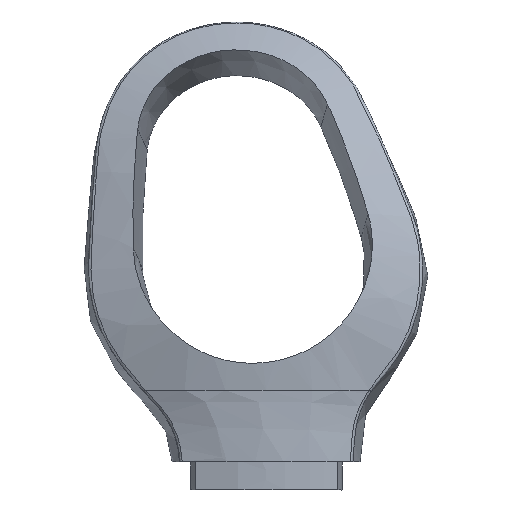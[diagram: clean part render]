
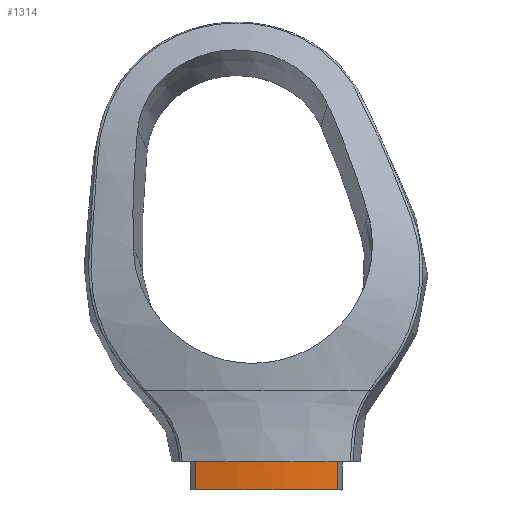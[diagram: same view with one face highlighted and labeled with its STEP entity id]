
A CAD part, left-side view. The second image highlights one B-rep face of the part: STEP entity #1314.
In plain terms, the highlighted free-form (B-spline) face has degree [3, 3] with [10, 4] control points.
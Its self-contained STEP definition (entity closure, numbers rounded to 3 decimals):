
#168=FACE_OUTER_BOUND('',#241,.T.);
#241=EDGE_LOOP('',(#1190,#1191,#1192,#1193));
#263=LINE('',#1670,#324);
#283=LINE('',#1908,#344);
#324=VECTOR('',#1410,10.);
#344=VECTOR('',#1462,10.);
#382=B_SPLINE_CURVE_WITH_KNOTS('',3,(#1673,#1674,#1675,#1676,#1677,#1678,
#1679,#1680,#1681,#1682),.UNSPECIFIED.,.F.,.F.,(4,3,3,4),(0.153,
1.949,3.77,3.776),.UNSPECIFIED.);
#471=B_SPLINE_CURVE_WITH_KNOTS('',3,(#13947,#13948,#13949,#13950,#13951,
#13952,#13953,#13954,#13955,#13956),.UNSPECIFIED.,.F.,.F.,(4,3,3,4),(0.153,
1.949,3.77,3.776),.UNSPECIFIED.);
#472=VERTEX_POINT('',#1637);
#479=VERTEX_POINT('',#1659);
#480=VERTEX_POINT('',#1672);
#508=VERTEX_POINT('',#1907);
#627=EDGE_CURVE('',#472,#479,#263,.F.);
#628=EDGE_CURVE('',#480,#472,#382,.T.);
#665=EDGE_CURVE('',#480,#508,#283,.T.);
#815=EDGE_CURVE('',#508,#479,#471,.T.);
#1190=ORIENTED_EDGE('',*,*,#628,.T.);
#1191=ORIENTED_EDGE('',*,*,#627,.T.);
#1192=ORIENTED_EDGE('',*,*,#815,.F.);
#1193=ORIENTED_EDGE('',*,*,#665,.F.);
#1260=B_SPLINE_SURFACE_WITH_KNOTS('',3,3,((#14010,#14011,#14012,#14013),
(#14014,#14015,#14016,#14017),(#14018,#14019,#14020,#14021),(#14022,#14023,
#14024,#14025),(#14026,#14027,#14028,#14029),(#14030,#14031,#14032,#14033),
(#14034,#14035,#14036,#14037),(#14038,#14039,#14040,#14041),(#14042,#14043,
#14044,#14045),(#14046,#14047,#14048,#14049)),.UNSPECIFIED.,.F.,.F.,.F.,
(4,3,3,4),(4,4),(0.153,1.949,3.77,3.776),
(0.01,0.72),.UNSPECIFIED.);
#1314=ADVANCED_FACE('',(#168),#1260,.T.);
#1410=DIRECTION('',(0.,0.,-1.));
#1462=DIRECTION('',(0.,0.,1.));
#1637=CARTESIAN_POINT('',(-404.805,9.775,270.));
#1659=CARTESIAN_POINT('',(-404.805,9.775,277.1));
#1670=CARTESIAN_POINT('',(-404.805,9.775,277.1));
#1672=CARTESIAN_POINT('',(-404.86,43.986,270.));
#1673=CARTESIAN_POINT('Ctrl Pts',(-404.86,43.986,270.));
#1674=CARTESIAN_POINT('Ctrl Pts',(-406.5,38.473,270.));
#1675=CARTESIAN_POINT('Ctrl Pts',(-407.346,32.768,270.));
#1676=CARTESIAN_POINT('Ctrl Pts',(-407.354,27.018,270.));
#1677=CARTESIAN_POINT('Ctrl Pts',(-407.362,21.188,270.));
#1678=CARTESIAN_POINT('Ctrl Pts',(-406.508,15.41,270.));
#1679=CARTESIAN_POINT('Ctrl Pts',(-404.822,9.832,270.));
#1680=CARTESIAN_POINT('Ctrl Pts',(-404.816,9.813,270.));
#1681=CARTESIAN_POINT('Ctrl Pts',(-404.811,9.794,270.));
#1682=CARTESIAN_POINT('Ctrl Pts',(-404.805,9.775,270.));
#1907=CARTESIAN_POINT('',(-404.86,43.986,277.1));
#1908=CARTESIAN_POINT('',(-404.86,43.986,270.));
#13947=CARTESIAN_POINT('Ctrl Pts',(-404.86,43.986,277.1));
#13948=CARTESIAN_POINT('Ctrl Pts',(-406.5,38.473,277.1));
#13949=CARTESIAN_POINT('Ctrl Pts',(-407.346,32.768,277.1));
#13950=CARTESIAN_POINT('Ctrl Pts',(-407.354,27.018,277.1));
#13951=CARTESIAN_POINT('Ctrl Pts',(-407.362,21.188,277.1));
#13952=CARTESIAN_POINT('Ctrl Pts',(-406.508,15.41,277.1));
#13953=CARTESIAN_POINT('Ctrl Pts',(-404.822,9.832,277.1));
#13954=CARTESIAN_POINT('Ctrl Pts',(-404.816,9.813,277.1));
#13955=CARTESIAN_POINT('Ctrl Pts',(-404.811,9.794,277.1));
#13956=CARTESIAN_POINT('Ctrl Pts',(-404.805,9.775,277.1));
#14010=CARTESIAN_POINT('Ctrl Pts',(-404.86,43.986,270.));
#14011=CARTESIAN_POINT('Ctrl Pts',(-404.86,43.986,272.367));
#14012=CARTESIAN_POINT('Ctrl Pts',(-404.86,43.986,274.733));
#14013=CARTESIAN_POINT('Ctrl Pts',(-404.86,43.986,277.1));
#14014=CARTESIAN_POINT('Ctrl Pts',(-406.5,38.473,270.));
#14015=CARTESIAN_POINT('Ctrl Pts',(-406.5,38.473,272.367));
#14016=CARTESIAN_POINT('Ctrl Pts',(-406.5,38.473,274.733));
#14017=CARTESIAN_POINT('Ctrl Pts',(-406.5,38.473,277.1));
#14018=CARTESIAN_POINT('Ctrl Pts',(-407.346,32.768,270.));
#14019=CARTESIAN_POINT('Ctrl Pts',(-407.346,32.768,272.367));
#14020=CARTESIAN_POINT('Ctrl Pts',(-407.346,32.768,274.733));
#14021=CARTESIAN_POINT('Ctrl Pts',(-407.346,32.768,277.1));
#14022=CARTESIAN_POINT('Ctrl Pts',(-407.354,27.018,270.));
#14023=CARTESIAN_POINT('Ctrl Pts',(-407.354,27.018,272.367));
#14024=CARTESIAN_POINT('Ctrl Pts',(-407.354,27.018,274.733));
#14025=CARTESIAN_POINT('Ctrl Pts',(-407.354,27.018,277.1));
#14026=CARTESIAN_POINT('Ctrl Pts',(-407.362,21.188,270.));
#14027=CARTESIAN_POINT('Ctrl Pts',(-407.362,21.188,272.367));
#14028=CARTESIAN_POINT('Ctrl Pts',(-407.362,21.188,274.733));
#14029=CARTESIAN_POINT('Ctrl Pts',(-407.362,21.188,277.1));
#14030=CARTESIAN_POINT('Ctrl Pts',(-406.508,15.41,270.));
#14031=CARTESIAN_POINT('Ctrl Pts',(-406.508,15.41,272.367));
#14032=CARTESIAN_POINT('Ctrl Pts',(-406.508,15.41,274.733));
#14033=CARTESIAN_POINT('Ctrl Pts',(-406.508,15.41,277.1));
#14034=CARTESIAN_POINT('Ctrl Pts',(-404.822,9.832,270.));
#14035=CARTESIAN_POINT('Ctrl Pts',(-404.822,9.832,272.367));
#14036=CARTESIAN_POINT('Ctrl Pts',(-404.822,9.832,274.733));
#14037=CARTESIAN_POINT('Ctrl Pts',(-404.822,9.832,277.1));
#14038=CARTESIAN_POINT('Ctrl Pts',(-404.816,9.813,270.));
#14039=CARTESIAN_POINT('Ctrl Pts',(-404.816,9.813,272.367));
#14040=CARTESIAN_POINT('Ctrl Pts',(-404.816,9.813,274.733));
#14041=CARTESIAN_POINT('Ctrl Pts',(-404.816,9.813,277.1));
#14042=CARTESIAN_POINT('Ctrl Pts',(-404.811,9.794,270.));
#14043=CARTESIAN_POINT('Ctrl Pts',(-404.811,9.794,272.367));
#14044=CARTESIAN_POINT('Ctrl Pts',(-404.811,9.794,274.733));
#14045=CARTESIAN_POINT('Ctrl Pts',(-404.811,9.794,277.1));
#14046=CARTESIAN_POINT('Ctrl Pts',(-404.805,9.775,270.));
#14047=CARTESIAN_POINT('Ctrl Pts',(-404.805,9.775,272.367));
#14048=CARTESIAN_POINT('Ctrl Pts',(-404.805,9.775,274.733));
#14049=CARTESIAN_POINT('Ctrl Pts',(-404.805,9.775,277.1));
